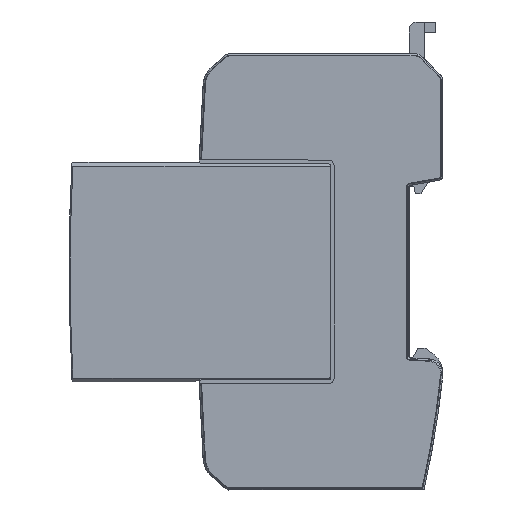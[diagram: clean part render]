
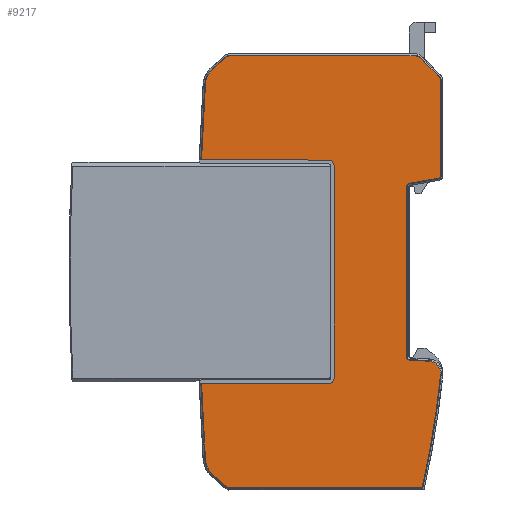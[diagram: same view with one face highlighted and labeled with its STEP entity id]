
A CAD part, left-side view. The second image highlights one B-rep face of the part: STEP entity #9217.
In plain terms, the highlighted planar face has unit normal (-1, 0, 0).
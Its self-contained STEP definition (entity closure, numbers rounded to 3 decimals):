
#2175=DIRECTION('',(0.,-0.935,0.356));
#2176=VECTOR('',#2175,0.445);
#2177=CARTESIAN_POINT('',(-9.,44.54,44.344));
#2178=LINE('',#2177,#2176);
#2182=CARTESIAN_POINT('',(-9.,5.764,42.982));
#2183=DIRECTION('',(1.,0.,0.));
#2184=DIRECTION('',(0.,0.,1.));
#2185=AXIS2_PLACEMENT_3D('',#2182,#2183,#2184);
#2190=CARTESIAN_POINT('',(-9.,45.,-0.015));
#2191=DIRECTION('',(1.,0.,0.));
#2192=DIRECTION('',(0.,-0.674,0.739));
#2193=AXIS2_PLACEMENT_3D('',#2190,#2191,#2192);
#2198=CARTESIAN_POINT('',(-9.,1.496,39.407));
#2199=DIRECTION('',(1.,0.,0.));
#2200=DIRECTION('',(0.,-0.741,0.671));
#2201=AXIS2_PLACEMENT_3D('',#2198,#2199,#2200);
#2206=CARTESIAN_POINT('',(-9.,0.998,19.804));
#2207=DIRECTION('',(1.,0.,0.));
#2208=DIRECTION('',(0.,-1.,0.));
#2209=AXIS2_PLACEMENT_3D('',#2206,#2207,#2208);
#2214=DIRECTION('',(0.,0.985,-0.174));
#2215=VECTOR('',#2214,6.101);
#2216=CARTESIAN_POINT('',(-9.,0.908,19.295));
#2217=LINE('',#2216,#2215);
#2221=CARTESIAN_POINT('',(-9.,6.798,17.564));
#2222=DIRECTION('',(-1.,0.,0.));
#2223=DIRECTION('',(0.,0.174,0.985));
#2224=AXIS2_PLACEMENT_3D('',#2221,#2222,#2223);
#2229=CARTESIAN_POINT('',(-9.,6.802,-17.579));
#2230=DIRECTION('',(-1.,0.,0.));
#2231=DIRECTION('',(0.,1.,0.));
#2232=AXIS2_PLACEMENT_3D('',#2229,#2230,#2231);
#2237=DIRECTION('',(0.,-0.999,-0.052));
#2238=VECTOR('',#2237,3.973);
#2239=CARTESIAN_POINT('',(-9.,6.837,-18.26));
#2240=LINE('',#2239,#2238);
#2244=CARTESIAN_POINT('',(-9.,3.002,-20.982));
#2245=DIRECTION('',(1.,0.,0.));
#2246=DIRECTION('',(0.,-0.052,0.999));
#2247=AXIS2_PLACEMENT_3D('',#2244,#2245,#2246);
#2252=CARTESIAN_POINT('',(-9.,198.975,-0.892));
#2253=DIRECTION('',(1.,0.,0.));
#2254=DIRECTION('',(0.,-0.995,-0.102));
#2255=AXIS2_PLACEMENT_3D('',#2252,#2253,#2254);
#2260=DIRECTION('',(0.,1.,0.));
#2261=VECTOR('',#2260,39.822);
#2262=CARTESIAN_POINT('',(-9.,4.29,-44.536));
#2263=LINE('',#2262,#2261);
#2267=DIRECTION('',(0.,0.935,0.356));
#2268=VECTOR('',#2267,0.465);
#2269=CARTESIAN_POINT('',(-9.,44.112,-44.54));
#2270=LINE('',#2269,#2268);
#2274=DIRECTION('',(0.,0.748,0.663));
#2275=VECTOR('',#2274,4.168);
#2276=CARTESIAN_POINT('',(-9.,44.546,-44.374));
#2277=LINE('',#2276,#2275);
#2281=CARTESIAN_POINT('',(-9.,44.476,-38.409));
#2282=DIRECTION('',(1.,0.,0.));
#2283=DIRECTION('',(0.,0.706,-0.708));
#2284=AXIS2_PLACEMENT_3D('',#2281,#2282,#2283);
#2289=DIRECTION('',(0.,0.052,0.999));
#2290=VECTOR('',#2289,15.556);
#2291=CARTESIAN_POINT('',(-9.,48.987,-38.643));
#2292=LINE('',#2291,#2290);
#2296=DIRECTION('',(0.,-1.,0.002));
#2297=VECTOR('',#2296,26.092);
#2298=CARTESIAN_POINT('',(-9.,49.792,-23.107));
#2299=LINE('',#2298,#2297);
#2303=CARTESIAN_POINT('',(-9.,23.702,-21.764));
#2304=DIRECTION('',(-1.,0.,0.));
#2305=DIRECTION('',(0.,-0.002,-1.));
#2306=AXIS2_PLACEMENT_3D('',#2303,#2304,#2305);
#2311=CARTESIAN_POINT('',(-9.,23.698,21.731));
#2312=DIRECTION('',(-1.,0.,0.));
#2313=DIRECTION('',(0.,-1.,0.));
#2314=AXIS2_PLACEMENT_3D('',#2311,#2312,#2313);
#2319=DIRECTION('',(0.,1.,0.002));
#2320=VECTOR('',#2319,26.091);
#2321=CARTESIAN_POINT('',(-9.,23.697,23.031));
#2322=LINE('',#2321,#2320);
#2326=DIRECTION('',(0.,-0.051,0.999));
#2327=VECTOR('',#2326,15.543);
#2328=CARTESIAN_POINT('',(-9.,49.788,23.079));
#2329=LINE('',#2328,#2327);
#2333=CARTESIAN_POINT('',(-9.,44.48,38.369));
#2334=DIRECTION('',(1.,0.,0.));
#2335=DIRECTION('',(0.,0.999,0.051));
#2336=AXIS2_PLACEMENT_3D('',#2333,#2334,#2335);
#2341=DIRECTION('',(0.,-0.75,0.662));
#2342=VECTOR('',#2341,3.911);
#2343=CARTESIAN_POINT('',(-9.,47.471,41.755));
#2344=LINE('',#2343,#2342);
#2460=DIRECTION('',(0.,0.,-1.));
#2461=VECTOR('',#2460,43.493);
#2462=CARTESIAN_POINT('',(-9.,22.398,21.731));
#2463=LINE('',#2462,#2461);
#6917=DIRECTION('',(0.,0.,1.));
#6918=VECTOR('',#6917,35.142);
#6919=CARTESIAN_POINT('',(-9.,7.484,-17.579));
#6920=LINE('',#6919,#6918);
#7014=DIRECTION('',(0.,0.,1.));
#7015=VECTOR('',#7014,19.602);
#7016=CARTESIAN_POINT('',(-9.,0.481,19.804));
#7017=LINE('',#7016,#7015);
#7112=DIRECTION('',(0.,1.,0.));
#7113=VECTOR('',#7112,38.36);
#7114=CARTESIAN_POINT('',(-9.,5.763,44.499));
#7115=LINE('',#7114,#7113);
#7746=CARTESIAN_POINT('',(-9.,0.498,-21.239));
#7747=CARTESIAN_POINT('',(-9.,4.29,-44.536));
#7748=VERTEX_POINT('',#7746);
#7749=VERTEX_POINT('',#7747);
#7750=CARTESIAN_POINT('',(-9.,44.54,44.344));
#7751=CARTESIAN_POINT('',(-9.,44.124,44.502));
#7752=VERTEX_POINT('',#7750);
#7753=VERTEX_POINT('',#7751);
#7754=CARTESIAN_POINT('',(-9.,5.763,44.499));
#7755=VERTEX_POINT('',#7754);
#7756=CARTESIAN_POINT('',(-9.,4.741,44.102));
#7757=VERTEX_POINT('',#7756);
#7758=CARTESIAN_POINT('',(-9.,0.742,40.09));
#7759=VERTEX_POINT('',#7758);
#7760=CARTESIAN_POINT('',(-9.,0.479,39.407));
#7761=VERTEX_POINT('',#7760);
#7762=CARTESIAN_POINT('',(-9.,0.481,19.804));
#7763=VERTEX_POINT('',#7762);
#7764=CARTESIAN_POINT('',(-9.,0.908,19.295));
#7765=VERTEX_POINT('',#7764);
#7766=CARTESIAN_POINT('',(-9.,6.917,18.236));
#7767=VERTEX_POINT('',#7766);
#7768=CARTESIAN_POINT('',(-9.,7.481,17.564));
#7769=VERTEX_POINT('',#7768);
#7770=CARTESIAN_POINT('',(-9.,7.484,-17.579));
#7771=VERTEX_POINT('',#7770);
#7772=CARTESIAN_POINT('',(-9.,6.837,-18.26));
#7773=VERTEX_POINT('',#7772);
#7774=CARTESIAN_POINT('',(-9.,2.87,-18.469));
#7775=VERTEX_POINT('',#7774);
#7776=CARTESIAN_POINT('',(-9.,44.112,-44.54));
#7777=VERTEX_POINT('',#7776);
#7778=CARTESIAN_POINT('',(-9.,44.546,-44.374));
#7779=VERTEX_POINT('',#7778);
#7780=CARTESIAN_POINT('',(-9.,47.665,-41.609));
#7781=VERTEX_POINT('',#7780);
#7782=CARTESIAN_POINT('',(-9.,48.987,-38.643));
#7783=VERTEX_POINT('',#7782);
#7784=CARTESIAN_POINT('',(-9.,49.792,-23.107));
#7785=VERTEX_POINT('',#7784);
#7786=CARTESIAN_POINT('',(-9.,23.7,-23.064));
#7787=VERTEX_POINT('',#7786);
#7788=CARTESIAN_POINT('',(-9.,22.402,-21.762));
#7789=VERTEX_POINT('',#7788);
#7790=CARTESIAN_POINT('',(-9.,22.398,21.731));
#7791=VERTEX_POINT('',#7790);
#7792=CARTESIAN_POINT('',(-9.,23.697,23.031));
#7793=VERTEX_POINT('',#7792);
#7794=CARTESIAN_POINT('',(-9.,49.788,23.079));
#7795=VERTEX_POINT('',#7794);
#7796=CARTESIAN_POINT('',(-9.,48.992,38.601));
#7797=VERTEX_POINT('',#7796);
#7798=CARTESIAN_POINT('',(-9.,47.471,41.755));
#7799=VERTEX_POINT('',#7798);
#9157=CARTESIAN_POINT('',(-9.,56.3,1.161));
#9158=DIRECTION('',(1.,0.,0.));
#9159=DIRECTION('',(0.,0.,-1.));
#9160=AXIS2_PLACEMENT_3D('',#9157,#9158,#9159);
#9161=PLANE('',#9160);
#9163=ORIENTED_EDGE('',*,*,#9162,.T.);
#9165=ORIENTED_EDGE('',*,*,#9164,.F.);
#9167=ORIENTED_EDGE('',*,*,#9166,.T.);
#9169=ORIENTED_EDGE('',*,*,#9168,.T.);
#9171=ORIENTED_EDGE('',*,*,#9170,.T.);
#9173=ORIENTED_EDGE('',*,*,#9172,.F.);
#9175=ORIENTED_EDGE('',*,*,#9174,.T.);
#9177=ORIENTED_EDGE('',*,*,#9176,.T.);
#9179=ORIENTED_EDGE('',*,*,#9178,.T.);
#9181=ORIENTED_EDGE('',*,*,#9180,.F.);
#9183=ORIENTED_EDGE('',*,*,#9182,.T.);
#9185=ORIENTED_EDGE('',*,*,#9184,.T.);
#9187=ORIENTED_EDGE('',*,*,#9186,.T.);
#9188=ORIENTED_EDGE('',*,*,#9147,.T.);
#9190=ORIENTED_EDGE('',*,*,#9189,.T.);
#9192=ORIENTED_EDGE('',*,*,#9191,.T.);
#9194=ORIENTED_EDGE('',*,*,#9193,.T.);
#9196=ORIENTED_EDGE('',*,*,#9195,.T.);
#9198=ORIENTED_EDGE('',*,*,#9197,.T.);
#9200=ORIENTED_EDGE('',*,*,#9199,.T.);
#9202=ORIENTED_EDGE('',*,*,#9201,.T.);
#9204=ORIENTED_EDGE('',*,*,#9203,.F.);
#9206=ORIENTED_EDGE('',*,*,#9205,.T.);
#9208=ORIENTED_EDGE('',*,*,#9207,.T.);
#9210=ORIENTED_EDGE('',*,*,#9209,.T.);
#9212=ORIENTED_EDGE('',*,*,#9211,.T.);
#9214=ORIENTED_EDGE('',*,*,#9213,.T.);
#9215=EDGE_LOOP('',(#9163,#9165,#9167,#9169,#9171,#9173,#9175,#9177,#9179,#9181,
#9183,#9185,#9187,#9188,#9190,#9192,#9194,#9196,#9198,#9200,#9202,#9204,#9206,
#9208,#9210,#9212,#9214));
#9216=FACE_OUTER_BOUND('',#9215,.F.);
#2186=CIRCLE('',#2185,1.517);
#2194=CIRCLE('',#2193,59.725);
#2202=CIRCLE('',#2201,1.017);
#2210=CIRCLE('',#2209,0.517);
#2225=CIRCLE('',#2224,0.683);
#2233=CIRCLE('',#2232,0.683);
#2248=CIRCLE('',#2247,2.517);
#2256=CIRCLE('',#2255,199.517);
#2285=CIRCLE('',#2284,4.517);
#2307=CIRCLE('',#2306,1.3);
#2315=CIRCLE('',#2314,1.3);
#2337=CIRCLE('',#2336,4.517);
#9147=EDGE_CURVE('',#7748,#7749,#2256,.T.);
#9162=EDGE_CURVE('',#7752,#7753,#2178,.T.);
#9164=EDGE_CURVE('',#7755,#7753,#7115,.T.);
#9166=EDGE_CURVE('',#7755,#7757,#2186,.T.);
#9168=EDGE_CURVE('',#7757,#7759,#2194,.T.);
#9170=EDGE_CURVE('',#7759,#7761,#2202,.T.);
#9172=EDGE_CURVE('',#7763,#7761,#7017,.T.);
#9174=EDGE_CURVE('',#7763,#7765,#2210,.T.);
#9176=EDGE_CURVE('',#7765,#7767,#2217,.T.);
#9178=EDGE_CURVE('',#7767,#7769,#2225,.T.);
#9180=EDGE_CURVE('',#7771,#7769,#6920,.T.);
#9182=EDGE_CURVE('',#7771,#7773,#2233,.T.);
#9184=EDGE_CURVE('',#7773,#7775,#2240,.T.);
#9186=EDGE_CURVE('',#7775,#7748,#2248,.T.);
#9189=EDGE_CURVE('',#7749,#7777,#2263,.T.);
#9191=EDGE_CURVE('',#7777,#7779,#2270,.T.);
#9193=EDGE_CURVE('',#7779,#7781,#2277,.T.);
#9195=EDGE_CURVE('',#7781,#7783,#2285,.T.);
#9197=EDGE_CURVE('',#7783,#7785,#2292,.T.);
#9199=EDGE_CURVE('',#7785,#7787,#2299,.T.);
#9201=EDGE_CURVE('',#7787,#7789,#2307,.T.);
#9203=EDGE_CURVE('',#7791,#7789,#2463,.T.);
#9205=EDGE_CURVE('',#7791,#7793,#2315,.T.);
#9207=EDGE_CURVE('',#7793,#7795,#2322,.T.);
#9209=EDGE_CURVE('',#7795,#7797,#2329,.T.);
#9211=EDGE_CURVE('',#7797,#7799,#2337,.T.);
#9213=EDGE_CURVE('',#7799,#7752,#2344,.T.);
#9217=ADVANCED_FACE('',(#9216),#9161,.F.);
